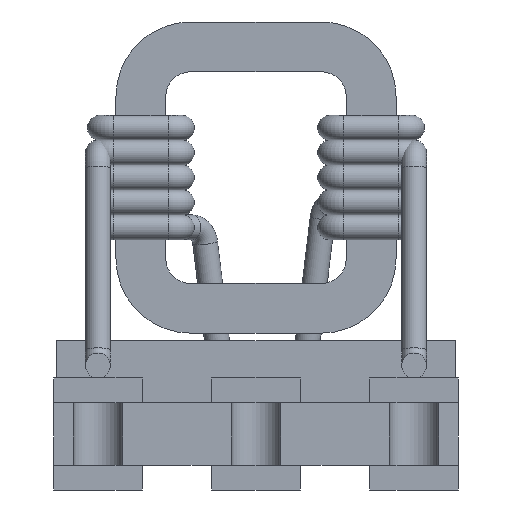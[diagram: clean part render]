
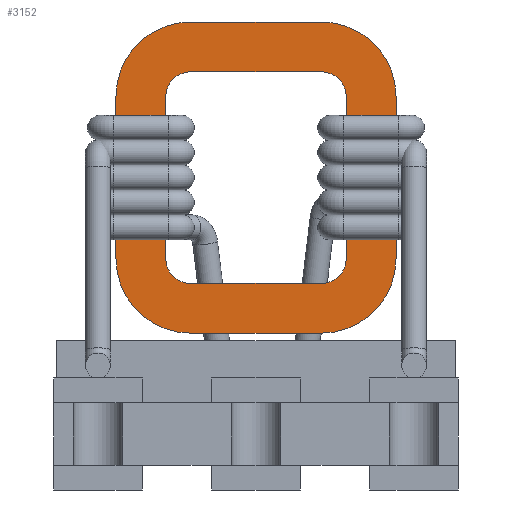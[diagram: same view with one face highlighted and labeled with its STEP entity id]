
A CAD part, front view. The second image highlights one B-rep face of the part: STEP entity #3152.
In plain terms, the highlighted planar face has unit normal (0, -1, 0).
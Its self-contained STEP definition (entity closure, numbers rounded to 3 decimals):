
#69=FACE_BOUND('',#721,.T.);
#347=PLANE('',#3456);
#477=FACE_OUTER_BOUND('',#720,.T.);
#720=EDGE_LOOP('',(#2711,#2712,#2713,#2714,#2715,#2716,#2717,#2718));
#721=EDGE_LOOP('',(#2719,#2720,#2721,#2722,#2723,#2724,#2725,#2726));
#1153=LINE('',#5156,#1378);
#1158=LINE('',#5171,#1383);
#1162=LINE('',#5183,#1387);
#1166=LINE('',#5195,#1391);
#1170=LINE('',#5205,#1395);
#1175=LINE('',#5223,#1400);
#1179=LINE('',#5235,#1404);
#1182=LINE('',#5244,#1407);
#1378=VECTOR('',#4123,1.05);
#1383=VECTOR('',#4136,1.05);
#1387=VECTOR('',#4148,1.3);
#1391=VECTOR('',#4160,1.05);
#1395=VECTOR('',#4172,1.3);
#1400=VECTOR('',#4191,1.3);
#1404=VECTOR('',#4203,1.05);
#1407=VECTOR('',#4214,1.3);
#1423=CIRCLE('',#3426,0.2);
#1425=CIRCLE('',#3430,0.2);
#1427=CIRCLE('',#3434,0.2);
#1429=CIRCLE('',#3438,0.2);
#1431=CIRCLE('',#3442,0.6);
#1433=CIRCLE('',#3445,0.6);
#1435=CIRCLE('',#3449,0.6);
#1437=CIRCLE('',#3453,0.6);
#1696=VERTEX_POINT('',#5153);
#1697=VERTEX_POINT('',#5155);
#1700=VERTEX_POINT('',#5162);
#1701=VERTEX_POINT('',#5164);
#1703=VERTEX_POINT('',#5170);
#1705=VERTEX_POINT('',#5176);
#1707=VERTEX_POINT('',#5182);
#1709=VERTEX_POINT('',#5188);
#1711=VERTEX_POINT('',#5194);
#1713=VERTEX_POINT('',#5200);
#1715=VERTEX_POINT('',#5209);
#1717=VERTEX_POINT('',#5215);
#1719=VERTEX_POINT('',#5221);
#1721=VERTEX_POINT('',#5227);
#1723=VERTEX_POINT('',#5233);
#1725=VERTEX_POINT('',#5239);
#2053=EDGE_CURVE('',#1696,#1697,#1153,.T.);
#2057=EDGE_CURVE('',#1701,#1700,#1423,.T.);
#2060=EDGE_CURVE('',#1703,#1701,#1158,.T.);
#2063=EDGE_CURVE('',#1705,#1703,#1425,.T.);
#2066=EDGE_CURVE('',#1707,#1705,#1162,.T.);
#2069=EDGE_CURVE('',#1709,#1707,#1427,.T.);
#2072=EDGE_CURVE('',#1711,#1709,#1166,.T.);
#2075=EDGE_CURVE('',#1713,#1711,#1429,.T.);
#2078=EDGE_CURVE('',#1700,#1713,#1170,.T.);
#2080=EDGE_CURVE('',#1697,#1715,#1431,.T.);
#2084=EDGE_CURVE('',#1717,#1696,#1433,.T.);
#2087=EDGE_CURVE('',#1719,#1717,#1175,.T.);
#2090=EDGE_CURVE('',#1721,#1719,#1435,.T.);
#2093=EDGE_CURVE('',#1723,#1721,#1179,.T.);
#2096=EDGE_CURVE('',#1725,#1723,#1437,.T.);
#2098=EDGE_CURVE('',#1715,#1725,#1182,.T.);
#2711=ORIENTED_EDGE('',*,*,#2098,.F.);
#2712=ORIENTED_EDGE('',*,*,#2080,.F.);
#2713=ORIENTED_EDGE('',*,*,#2053,.F.);
#2714=ORIENTED_EDGE('',*,*,#2084,.F.);
#2715=ORIENTED_EDGE('',*,*,#2087,.F.);
#2716=ORIENTED_EDGE('',*,*,#2090,.F.);
#2717=ORIENTED_EDGE('',*,*,#2093,.F.);
#2718=ORIENTED_EDGE('',*,*,#2096,.F.);
#2719=ORIENTED_EDGE('',*,*,#2057,.T.);
#2720=ORIENTED_EDGE('',*,*,#2078,.T.);
#2721=ORIENTED_EDGE('',*,*,#2075,.T.);
#2722=ORIENTED_EDGE('',*,*,#2072,.T.);
#2723=ORIENTED_EDGE('',*,*,#2069,.T.);
#2724=ORIENTED_EDGE('',*,*,#2066,.T.);
#2725=ORIENTED_EDGE('',*,*,#2063,.T.);
#2726=ORIENTED_EDGE('',*,*,#2060,.T.);
#3152=ADVANCED_FACE('',(#477,#69),#347,.F.);
#3426=AXIS2_PLACEMENT_3D('',#5165,#4130,#4131);
#3430=AXIS2_PLACEMENT_3D('',#5177,#4142,#4143);
#3434=AXIS2_PLACEMENT_3D('',#5189,#4154,#4155);
#3438=AXIS2_PLACEMENT_3D('',#5201,#4166,#4167);
#3442=AXIS2_PLACEMENT_3D('',#5210,#4177,#4178);
#3445=AXIS2_PLACEMENT_3D('',#5217,#4185,#4186);
#3449=AXIS2_PLACEMENT_3D('',#5229,#4197,#4198);
#3453=AXIS2_PLACEMENT_3D('',#5241,#4209,#4210);
#3456=AXIS2_PLACEMENT_3D('',#5246,#4217,#4218);
#4123=DIRECTION('',(1.,0.,0.));
#4130=DIRECTION('center_axis',(0.,1.,0.));
#4131=DIRECTION('ref_axis',(0.707,0.,0.707));
#4136=DIRECTION('',(1.,0.,0.));
#4142=DIRECTION('center_axis',(0.,1.,0.));
#4143=DIRECTION('ref_axis',(-0.707,0.,0.707));
#4148=DIRECTION('',(0.,0.,1.));
#4154=DIRECTION('center_axis',(0.,1.,0.));
#4155=DIRECTION('ref_axis',(-0.707,0.,-0.707));
#4160=DIRECTION('',(-1.,0.,0.));
#4166=DIRECTION('center_axis',(0.,1.,0.));
#4167=DIRECTION('ref_axis',(0.707,0.,-0.707));
#4172=DIRECTION('',(0.,0.,-1.));
#4177=DIRECTION('center_axis',(0.,1.,0.));
#4178=DIRECTION('ref_axis',(0.707,0.,0.707));
#4185=DIRECTION('center_axis',(0.,1.,0.));
#4186=DIRECTION('ref_axis',(-0.707,0.,0.707));
#4191=DIRECTION('',(0.,0.,1.));
#4197=DIRECTION('center_axis',(0.,1.,0.));
#4198=DIRECTION('ref_axis',(-0.707,0.,-0.707));
#4203=DIRECTION('',(-1.,0.,0.));
#4209=DIRECTION('center_axis',(0.,1.,0.));
#4210=DIRECTION('ref_axis',(0.707,0.,-0.707));
#4214=DIRECTION('',(0.,0.,-1.));
#4217=DIRECTION('center_axis',(0.,1.,0.));
#4218=DIRECTION('ref_axis',(0.,0.,1.));
#5153=CARTESIAN_POINT('',(-0.525,-1.,3.76));
#5155=CARTESIAN_POINT('',(0.525,-1.,3.76));
#5156=CARTESIAN_POINT('',(-0.525,-1.,3.76));
#5162=CARTESIAN_POINT('',(0.725,-1.,3.16));
#5164=CARTESIAN_POINT('',(0.525,-1.,3.36));
#5165=CARTESIAN_POINT('Origin',(0.525,-1.,3.16));
#5170=CARTESIAN_POINT('',(-0.525,-1.,3.36));
#5171=CARTESIAN_POINT('',(0.263,-1.,3.36));
#5176=CARTESIAN_POINT('',(-0.725,-1.,3.16));
#5177=CARTESIAN_POINT('Origin',(-0.525,-1.,3.16));
#5182=CARTESIAN_POINT('',(-0.725,-1.,1.86));
#5183=CARTESIAN_POINT('',(-0.725,-1.,2.835));
#5188=CARTESIAN_POINT('',(-0.525,-1.,1.66));
#5189=CARTESIAN_POINT('Origin',(-0.525,-1.,1.86));
#5194=CARTESIAN_POINT('',(0.525,-1.,1.66));
#5195=CARTESIAN_POINT('',(-0.262,-1.,1.66));
#5200=CARTESIAN_POINT('',(0.725,-1.,1.86));
#5201=CARTESIAN_POINT('Origin',(0.525,-1.,1.86));
#5205=CARTESIAN_POINT('',(0.725,-1.,2.185));
#5209=CARTESIAN_POINT('',(1.125,-1.,3.16));
#5210=CARTESIAN_POINT('Origin',(0.525,-1.,3.16));
#5215=CARTESIAN_POINT('',(-1.125,-1.,3.16));
#5217=CARTESIAN_POINT('Origin',(-0.525,-1.,3.16));
#5221=CARTESIAN_POINT('',(-1.125,-1.,1.86));
#5223=CARTESIAN_POINT('',(-1.125,-1.,1.86));
#5227=CARTESIAN_POINT('',(-0.525,-1.,1.26));
#5229=CARTESIAN_POINT('Origin',(-0.525,-1.,1.86));
#5233=CARTESIAN_POINT('',(0.525,-1.,1.26));
#5235=CARTESIAN_POINT('',(0.525,-1.,1.26));
#5239=CARTESIAN_POINT('',(1.125,-1.,1.86));
#5241=CARTESIAN_POINT('Origin',(0.525,-1.,1.86));
#5244=CARTESIAN_POINT('',(1.125,-1.,3.16));
#5246=CARTESIAN_POINT('Origin',(0.,-1.,2.51));
